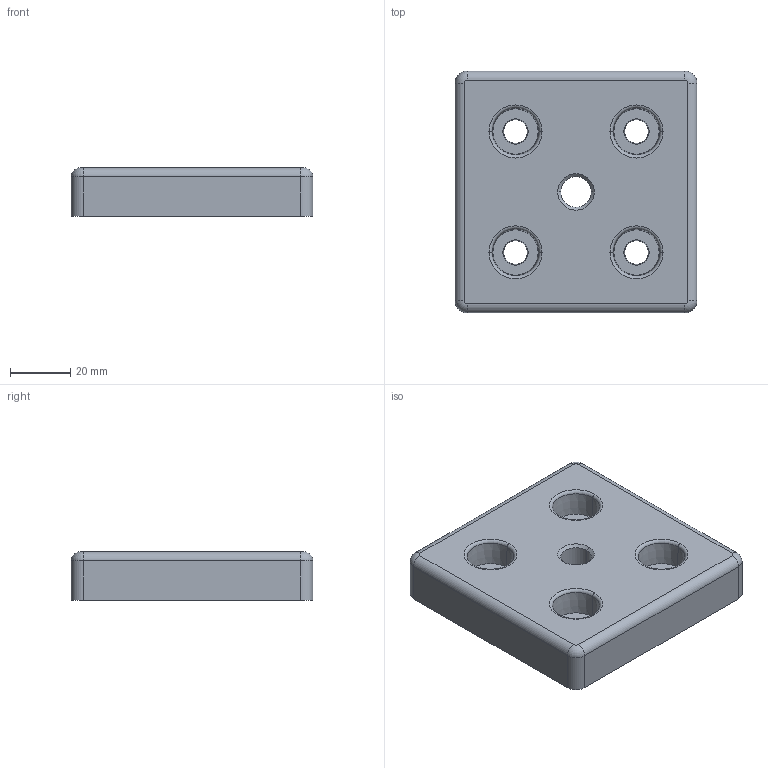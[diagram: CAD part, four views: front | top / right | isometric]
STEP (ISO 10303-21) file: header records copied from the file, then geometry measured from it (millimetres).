
FILE_DESCRIPTION (( 'STEP AP214' ), '1' );
FILE_NAME ('093ta80801208r.STEP', '2014-09-08T13:41:28', ( '' ), ( '' ), 'SwSTEP 2.0', 'SolidWorks 2014', '' );
FILE_SCHEMA (( 'AUTOMOTIVE_DESIGN' ));
Length unit declared in the file: millimetre
Products named in the file (1): 093ta80801208r
Bounding box: 80 x 80 x 16 mm (x, y, z)
Volume: 62780.9 mm3; surface area: 27844.6 mm2
Topology: 1 solids, 1 shells, 234 faces, 522 edges, 294 vertices
Faces by surface type: cylinder 52, plane 42, cone 40, sphere 36, torus 32, bspline 32
Entity records: 7268 total; most frequent: CARTESIAN_POINT 2271, DIRECTION 1066, ORIENTED_EDGE 1028, EDGE_CURVE 514, AXIS2_PLACEMENT_3D 457, VERTEX_POINT 294, EDGE_LOOP 256, CIRCLE 254
